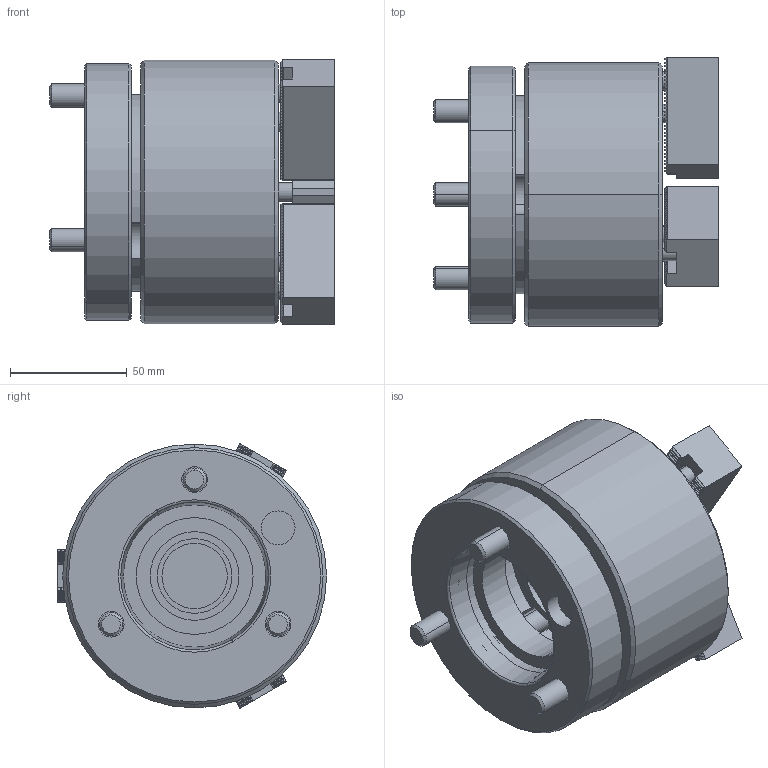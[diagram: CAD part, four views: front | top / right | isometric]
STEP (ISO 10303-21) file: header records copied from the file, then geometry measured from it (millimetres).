
FILE_DESCRIPTION (( 'STEP AP203' ), '1' );
FILE_NAME ('CF-3H-204A4.STEP', '2019-05-28T03:45:04', ( '' ), ( '' ), 'SwSTEP 2.0', 'SolidWorks 2016', '' );
FILE_SCHEMA (( 'CONFIG_CONTROL_DESIGN' ));
Length unit declared in the file: millimetre
Products named in the file (8): 圓頭內六角螺栓_M8x20; 圓頭內六角螺栓_M10x60; 圓頭內六角螺栓_M10x25; CF-3H-204A4; CF-3H-204-0101G; 3H-04-10000-A4法蘭; SJ-04; 半圓頭六角孔螺栓_M4x8
Assembly tree (20 placements, depth 2):
  CF-3H-204A4
    CF-3H-204-0101G
    3H-04-10000-A4法蘭
    SJ-04  x3
    半圓頭六角孔螺栓_M4x8  x3
    圓頭內六角螺栓_M8x20  x6
    圓頭內六角螺栓_M10x60  x3
    圓頭內六角螺栓_M10x25  x3
Bounding box: 122 x 115.25 x 113.26 mm (x, y, z)
Volume: 719873.9 mm3; surface area: 132994.9 mm2
Topology: 20 solids, 20 shells, 1396 faces, 3781 edges, 2434 vertices
Faces by surface type: plane 896, cylinder 368, cone 124, torus 8
Entity records: 17704 total; most frequent: CARTESIAN_POINT 3344, ORIENTED_EDGE 2818, DIRECTION 2668, EDGE_CURVE 1409, VECTOR 966, LINE 966, VERTEX_POINT 919, AXIS2_PLACEMENT_3D 851
